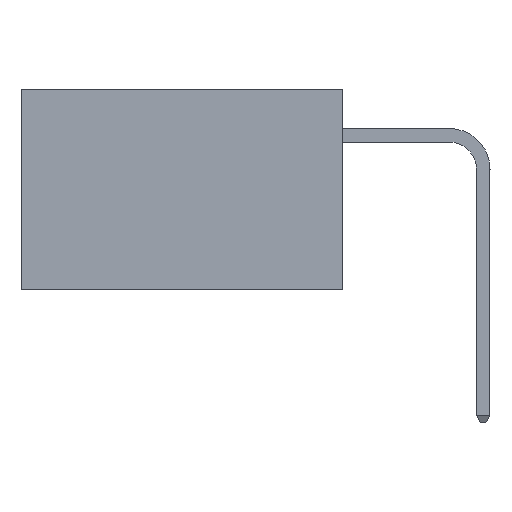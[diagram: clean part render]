
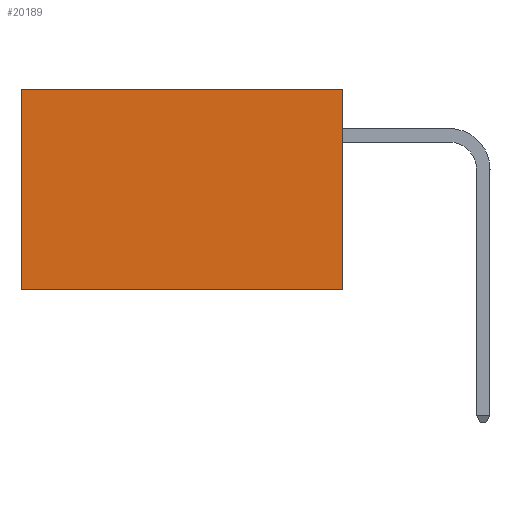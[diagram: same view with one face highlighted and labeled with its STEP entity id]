
A CAD part, left-side view. The second image highlights one B-rep face of the part: STEP entity #20189.
In plain terms, the highlighted planar face has unit normal (-1, 0, 0).
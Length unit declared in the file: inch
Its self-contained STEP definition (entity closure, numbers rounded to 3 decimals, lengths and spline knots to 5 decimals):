
#925 = CARTESIAN_POINT ( 'NONE',  ( 0.277, 0., 0. ) ) ;
#937 = VERTEX_POINT ( 'NONE', #2200 ) ;
#1100 = ORIENTED_EDGE ( 'NONE', *, *, #6164, .T. ) ;
#1424 = DIRECTION ( 'NONE',  ( 0., 0., -1. ) ) ;
#2200 = CARTESIAN_POINT ( 'NONE',  ( 0.277, 0., -0.37 ) ) ;
#2530 = ORIENTED_EDGE ( 'NONE', *, *, #21394, .T. ) ;
#3791 = EDGE_LOOP ( 'NONE', ( #1100, #17366, #16945, #2530 ) ) ;
#4053 = VECTOR ( 'NONE', #26752, 39.37008 ) ;
#5131 = DIRECTION ( 'NONE',  ( 0., 1., 0. ) ) ;
#5336 = EDGE_CURVE ( 'NONE', #22082, #937, #7604, .T. ) ;
#5636 = FACE_OUTER_BOUND ( 'NONE', #3791, .T. ) ;
#6164 = EDGE_CURVE ( 'NONE', #26097, #15801, #26091, .T. ) ;
#7604 = LINE ( 'NONE', #19619, #18046 ) ;
#9670 = DIRECTION ( 'NONE',  ( 0., 0., -1. ) ) ;
#10326 = CARTESIAN_POINT ( 'NONE',  ( 0.277, 0., -0.37 ) ) ;
#11400 = CARTESIAN_POINT ( 'NONE',  ( 0.277, 0.59, 0. ) ) ;
#13754 = LINE ( 'NONE', #925, #24058 ) ;
#13839 = AXIS2_PLACEMENT_3D ( 'NONE', #26219, #13985, #1424 ) ;
#13985 = DIRECTION ( 'NONE',  ( 1., 0., 0. ) ) ;
#15622 = CARTESIAN_POINT ( 'NONE',  ( 0.277, 0.59, -0.37 ) ) ;
#15801 = VERTEX_POINT ( 'NONE', #15622 ) ;
#15910 = PLANE ( 'NONE',  #13839 ) ;
#16945 = ORIENTED_EDGE ( 'NONE', *, *, #5336, .F. ) ;
#17366 = ORIENTED_EDGE ( 'NONE', *, *, #24724, .F. ) ;
#18046 = VECTOR ( 'NONE', #9670, 39.37008 ) ;
#19499 = CARTESIAN_POINT ( 'NONE',  ( 0.277, 0.59, -0.37 ) ) ;
#19619 = CARTESIAN_POINT ( 'NONE',  ( 0.277, 0., -0.37 ) ) ;
#20189 = ADVANCED_FACE ( 'NONE', ( #5636 ), #15910, .F. ) ;
#20775 = VECTOR ( 'NONE', #25658, 39.37008 ) ;
#21394 = EDGE_CURVE ( 'NONE', #22082, #26097, #13754, .T. ) ;
#22082 = VERTEX_POINT ( 'NONE', #24236 ) ;
#24058 = VECTOR ( 'NONE', #5131, 39.37008 ) ;
#24236 = CARTESIAN_POINT ( 'NONE',  ( 0.277, 0., 0. ) ) ;
#24724 = EDGE_CURVE ( 'NONE', #937, #15801, #26035, .T. ) ;
#25658 = DIRECTION ( 'NONE',  ( 0., 0., -1. ) ) ;
#26035 = LINE ( 'NONE', #10326, #4053 ) ;
#26091 = LINE ( 'NONE', #19499, #20775 ) ;
#26097 = VERTEX_POINT ( 'NONE', #11400 ) ;
#26219 = CARTESIAN_POINT ( 'NONE',  ( 0.277, 0., -0.37 ) ) ;
#26752 = DIRECTION ( 'NONE',  ( 0., 1., 0. ) ) ;
